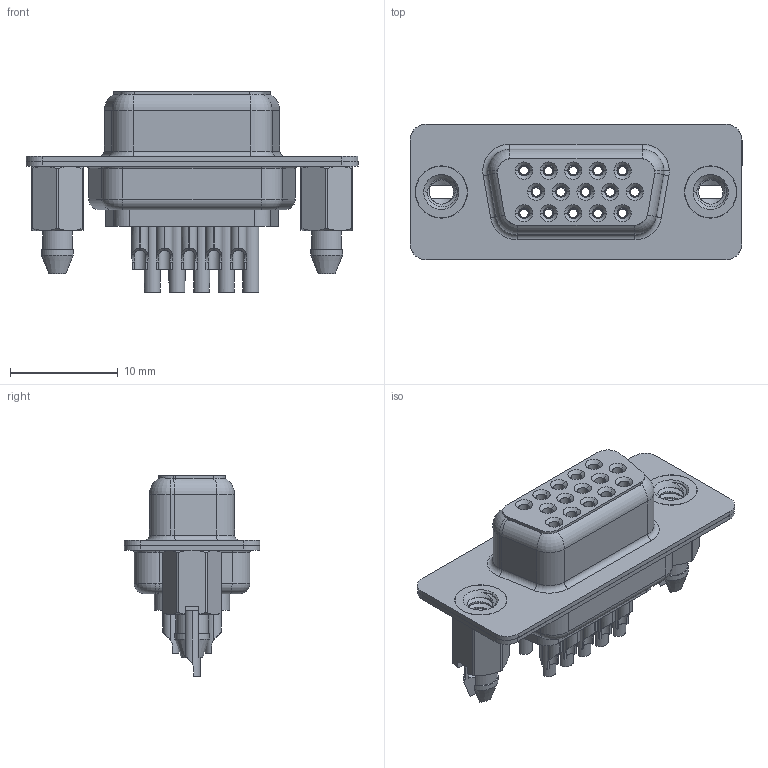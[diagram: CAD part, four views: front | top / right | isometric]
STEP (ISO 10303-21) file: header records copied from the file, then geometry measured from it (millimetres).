
FILE_DESCRIPTION (( 'STEP AP203' ), '1' );
FILE_NAME ('638-015-232-046.STEP', '2019-05-14T18:35:27', ( '' ), ( '' ), 'SwSTEP 2.0', 'SolidWorks 2016', '' );
FILE_SCHEMA (( 'CONFIG_CONTROL_DESIGN' ));
Length unit declared in the file: millimetre
Products named in the file (8): 638 4-40 Threaded Boardlock_LP; 638-015-232-046; 638 Housing_15 Contacts; 638 Shell Front_15 Contacts; 638 Shell Rear_15 Contacts; 638 Contact Row 1_32L; 638 Contact Row 2_32L; 638 Contact Row 3_32L
Assembly tree (20 placements, depth 2):
  638-015-232-046
    638 Housing_15 Contacts
    638 Shell Front_15 Contacts
    638 Shell Rear_15 Contacts
    638 Contact Row 1_32L  x5
    638 Contact Row 2_32L  x5
    638 Contact Row 3_32L  x5
    638 4-40 Threaded Boardlock_LP  x2
Bounding box: 30.81 x 12.6 x 18.6 mm (x, y, z)
Volume: 1716.4 mm3; surface area: 6146.2 mm2
Topology: 20 solids, 20 shells, 1688 faces, 4307 edges, 2713 vertices
Faces by surface type: cylinder 544, plane 414, torus 327, bspline 306, cone 97
Entity records: 25662 total; most frequent: CARTESIAN_POINT 7992, DIRECTION 3484, ORIENTED_EDGE 3468, EDGE_CURVE 1734, AXIS2_PLACEMENT_3D 1435, VERTEX_POINT 1095, EDGE_LOOP 803, CIRCLE 769
